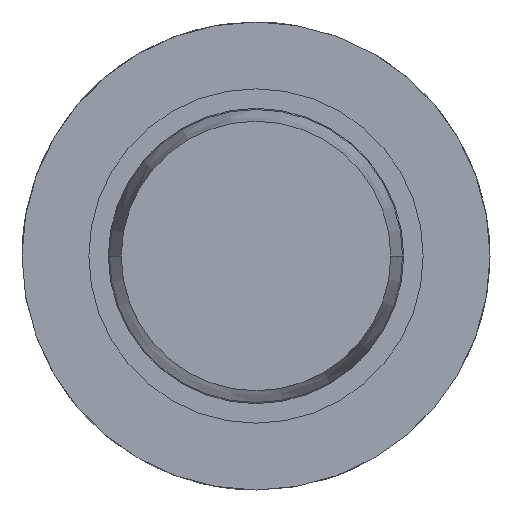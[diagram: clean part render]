
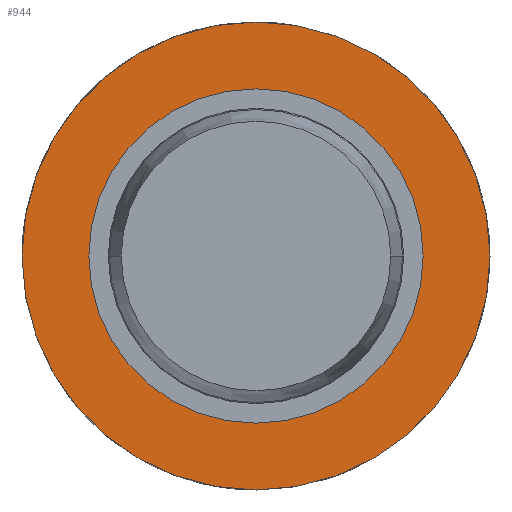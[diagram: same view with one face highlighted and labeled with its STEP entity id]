
A CAD part, front view. The second image highlights one B-rep face of the part: STEP entity #944.
In plain terms, the highlighted planar face has unit normal (0, -1, 0).
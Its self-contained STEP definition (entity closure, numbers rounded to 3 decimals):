
#21 = DIRECTION ( 'NONE',  ( 0., 0., 1. ) ) ;
#93 = VERTEX_POINT ( 'NONE', #872 ) ;
#218 = DIRECTION ( 'NONE',  ( 0., 1., 0. ) ) ;
#356 = EDGE_CURVE ( 'Defeature ausgef�hrt1_12+Defeature ausgef�hrt1_11+Defeature ausgef�hrt1_11+Defeature ausgef�hrt1_11', #2019, #3599, #2535, .T. ) ;
#402 = CARTESIAN_POINT ( 'NONE',  ( 0., 5.3, 0. ) ) ;
#410 = DIRECTION ( 'NONE',  ( 0., 0., 1. ) ) ;
#470 = ORIENTED_EDGE ( 'NONE', *, *, #356, .T. ) ;
#581 = ORIENTED_EDGE ( 'NONE', *, *, #3065, .F. ) ;
#872 = CARTESIAN_POINT ( 'NONE',  ( 0., 5.3, 2.1 ) ) ;
#942 = CARTESIAN_POINT ( 'NONE',  ( 0., 5.3, -2.1 ) ) ;
#944 = ADVANCED_FACE ( 'Defeature ausgef�hrt1_12', ( #2206, #2763 ), #3277, .F. ) ;
#970 = DIRECTION ( 'NONE',  ( 0., 1., 0. ) ) ;
#1038 = EDGE_LOOP ( 'NONE', ( #470, #3472 ) ) ;
#1093 = CARTESIAN_POINT ( 'NONE',  ( 0., 5.3, 0. ) ) ;
#1204 = DIRECTION ( 'NONE',  ( 0., 1., 0. ) ) ;
#1532 = CIRCLE ( 'NONE', #3665, 2.1 ) ;
#1580 = DIRECTION ( 'NONE',  ( 0., 1., 0. ) ) ;
#1643 = EDGE_CURVE ( 'Defeature ausgef�hrt1_13+Defeature ausgef�hrt1_12+Defeature ausgef�hrt1_12+Defeature ausgef�hrt1_12', #1851, #93, #1669, .T. ) ;
#1669 = CIRCLE ( 'NONE', #3736, 2.1 ) ;
#1775 = AXIS2_PLACEMENT_3D ( 'NONE', #1093, #218, #3142 ) ;
#1851 = VERTEX_POINT ( 'NONE', #942 ) ;
#1993 = CARTESIAN_POINT ( 'NONE',  ( 0., 5.3, 0. ) ) ;
#2019 = VERTEX_POINT ( 'NONE', #3361 ) ;
#2050 = AXIS2_PLACEMENT_3D ( 'NONE', #1993, #2789, #3131 ) ;
#2154 = DIRECTION ( 'NONE',  ( 0., 0., 1. ) ) ;
#2206 = FACE_OUTER_BOUND ( 'NONE', #2705, .T. ) ;
#2327 = CARTESIAN_POINT ( 'NONE',  ( 0., 5.3, 0. ) ) ;
#2334 = CIRCLE ( 'NONE', #1775, 0.9 ) ;
#2535 = CIRCLE ( 'NONE', #2050, 0.9 ) ;
#2595 = EDGE_CURVE ( 'Defeature ausgef�hrt1_12+Defeature ausgef�hrt1_11+Defeature ausgef�hrt1_11+Defeature ausgef�hrt1_11', #3599, #2019, #2334, .T. ) ;
#2705 = EDGE_LOOP ( 'NONE', ( #581, #3693 ) ) ;
#2763 = FACE_BOUND ( 'NONE', #1038, .T. ) ;
#2789 = DIRECTION ( 'NONE',  ( 0., 1., 0. ) ) ;
#3065 = EDGE_CURVE ( 'Defeature ausgef�hrt1_13+Defeature ausgef�hrt1_12+Defeature ausgef�hrt1_12+Defeature ausgef�hrt1_12', #93, #1851, #1532, .T. ) ;
#3070 = AXIS2_PLACEMENT_3D ( 'NONE', #3318, #1580, #410 ) ;
#3131 = DIRECTION ( 'NONE',  ( 0., 0., 1. ) ) ;
#3142 = DIRECTION ( 'NONE',  ( 0., 0., 1. ) ) ;
#3277 = PLANE ( 'NONE',  #3070 ) ;
#3318 = CARTESIAN_POINT ( 'NONE',  ( 2.1, 5.3, 0. ) ) ;
#3361 = CARTESIAN_POINT ( 'NONE',  ( 0., 5.3, 0.9 ) ) ;
#3472 = ORIENTED_EDGE ( 'NONE', *, *, #2595, .T. ) ;
#3559 = CARTESIAN_POINT ( 'NONE',  ( 0., 5.3, -0.9 ) ) ;
#3599 = VERTEX_POINT ( 'NONE', #3559 ) ;
#3665 = AXIS2_PLACEMENT_3D ( 'NONE', #2327, #1204, #21 ) ;
#3693 = ORIENTED_EDGE ( 'NONE', *, *, #1643, .F. ) ;
#3736 = AXIS2_PLACEMENT_3D ( 'NONE', #402, #970, #2154 ) ;
